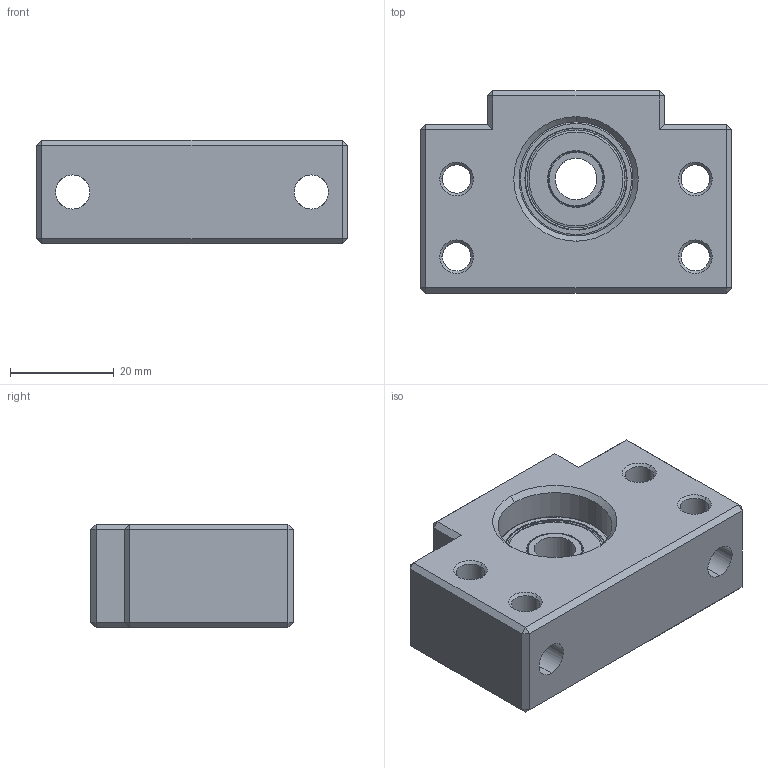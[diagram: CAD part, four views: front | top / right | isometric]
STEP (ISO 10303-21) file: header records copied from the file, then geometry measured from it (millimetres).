
FILE_DESCRIPTION (( 'STEP AP214' ), '1' );
FILE_NAME ('BFN10-Rollco.step', '2023-04-27T09:34:41', ( '' ), ( '' ), 'SwSTEP 2.0', 'SolidWorks 2010', '' );
FILE_SCHEMA (( 'AUTOMOTIVE_DESIGN' ));
Length unit declared in the file: millimetre
Products named in the file (5): BF10; 608_Outer_Ring; 608_Inner_Ring; 608_Bearing_Sealing; BFN10-Rollco
Assembly tree (5 placements, depth 2):
  BFN10-Rollco
    608_Outer_Ring
    BF10
    608_Bearing_Sealing  x2
    608_Inner_Ring
Bounding box: 60 x 39 x 20 mm (x, y, z)
Volume: 32665.8 mm3; surface area: 13082.9 mm2
Topology: 5 solids, 5 shells, 198 faces, 452 edges, 262 vertices
Faces by surface type: bspline 58, plane 58, cylinder 54, cone 28
Entity records: 7034 total; most frequent: CARTESIAN_POINT 2924, ORIENTED_EDGE 832, DIRECTION 814, EDGE_CURVE 416, AXIS2_PLACEMENT_3D 322, VERTEX_POINT 240, EDGE_LOOP 208, ADVANCED_FACE 182
